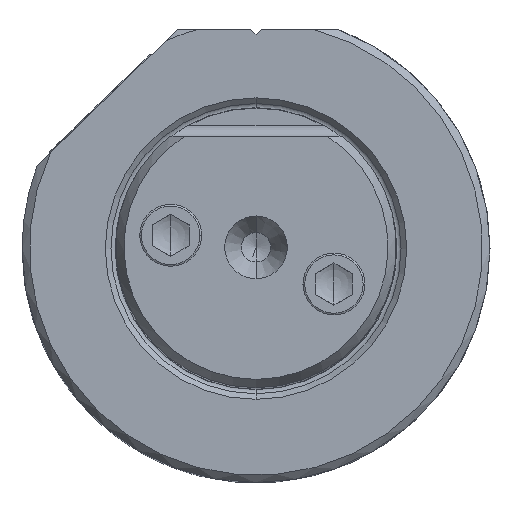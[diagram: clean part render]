
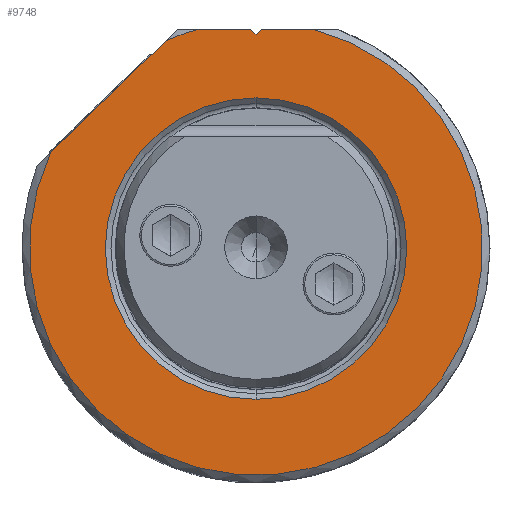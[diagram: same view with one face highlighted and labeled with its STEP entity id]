
A CAD part, top view. The second image highlights one B-rep face of the part: STEP entity #9748.
In plain terms, the highlighted planar face has unit normal (0, 0, 1).
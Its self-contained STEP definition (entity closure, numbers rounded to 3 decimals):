
#2893=DIRECTION('',(0.707,-0.707,0.));
#2894=VECTOR('',#2893,0.5);
#2895=CARTESIAN_POINT('',(-0.354,14.875,0.));
#2896=LINE('',#2895,#2894);
#2900=DIRECTION('',(0.707,0.707,0.));
#2901=VECTOR('',#2900,0.5);
#2902=CARTESIAN_POINT('',(0.,14.521,0.));
#2903=LINE('',#2902,#2901);
#2907=DIRECTION('',(1.,0.,0.));
#2908=VECTOR('',#2907,3.536);
#2909=CARTESIAN_POINT('',(0.354,14.875,0.));
#2910=LINE('',#2909,#2908);
#2914=CARTESIAN_POINT('',(0.,0.,0.));
#2915=DIRECTION('',(0.,0.,-1.));
#2916=DIRECTION('',(0.253,0.967,0.));
#2917=AXIS2_PLACEMENT_3D('',#2914,#2915,#2916);
#2922=DIRECTION('',(0.717,0.697,0.));
#2923=VECTOR('',#2922,10.909);
#2924=CARTESIAN_POINT('',(-13.928,6.512,
0.));
#2925=LINE('',#2924,#2923);
#2929=CARTESIAN_POINT('',(0.,0.,0.));
#2930=DIRECTION('',(0.,0.,-1.));
#2931=DIRECTION('',(-0.397,0.918,0.));
#2932=AXIS2_PLACEMENT_3D('',#2929,#2930,#2931);
#2937=DIRECTION('',(1.,0.,0.));
#2938=VECTOR('',#2937,3.536);
#2939=CARTESIAN_POINT('',(-3.889,14.875,
0.));
#2940=LINE('',#2939,#2938);
#2944=CARTESIAN_POINT('',(0.,0.,0.));
#2945=DIRECTION('',(0.,0.,1.));
#2946=DIRECTION('',(0.,1.,0.));
#2947=AXIS2_PLACEMENT_3D('',#2944,#2945,#2946);
#2952=CARTESIAN_POINT('',(0.,0.,0.));
#2953=DIRECTION('',(0.,0.,1.));
#2954=DIRECTION('',(0.,-1.,0.));
#2955=AXIS2_PLACEMENT_3D('',#2952,#2953,#2954);
#5670=CARTESIAN_POINT('',(-0.354,14.875,0.));
#5671=VERTEX_POINT('',#5670);
#5674=CARTESIAN_POINT('',(0.354,14.875,0.));
#5675=VERTEX_POINT('',#5674);
#5676=CARTESIAN_POINT('',(0.,14.521,0.));
#5677=VERTEX_POINT('',#5676);
#5678=CARTESIAN_POINT('',(3.889,14.875,0.));
#5679=VERTEX_POINT('',#5678);
#5680=CARTESIAN_POINT('',(-13.928,6.512,
0.));
#5681=CARTESIAN_POINT('',(-6.103,14.112,
0.));
#5682=VERTEX_POINT('',#5680);
#5683=VERTEX_POINT('',#5681);
#5684=CARTESIAN_POINT('',(-3.889,14.875,
0.));
#5685=VERTEX_POINT('',#5684);
#5686=CARTESIAN_POINT('',(0.,10.225,0.));
#5687=CARTESIAN_POINT('',(0.,-10.225,0.));
#5688=VERTEX_POINT('',#5686);
#5689=VERTEX_POINT('',#5687);
#9724=CARTESIAN_POINT('',(-0.004,-0.25,0.));
#9725=DIRECTION('',(0.,0.,1.));
#9726=DIRECTION('',(0.,-1.,0.));
#9727=AXIS2_PLACEMENT_3D('',#9724,#9725,#9726);
#9728=PLANE('',#9727);
#9730=ORIENTED_EDGE('',*,*,#9729,.T.);
#9732=ORIENTED_EDGE('',*,*,#9731,.T.);
#9733=ORIENTED_EDGE('',*,*,#9687,.T.);
#9734=ORIENTED_EDGE('',*,*,#9709,.T.);
#9735=ORIENTED_EDGE('',*,*,#8305,.T.);
#9737=ORIENTED_EDGE('',*,*,#9736,.T.);
#9739=ORIENTED_EDGE('',*,*,#9738,.T.);
#9740=EDGE_LOOP('',(#9730,#9732,#9733,#9734,#9735,#9737,#9739));
#9741=FACE_OUTER_BOUND('',#9740,.F.);
#9743=ORIENTED_EDGE('',*,*,#9742,.T.);
#9745=ORIENTED_EDGE('',*,*,#9744,.T.);
#9746=EDGE_LOOP('',(#9743,#9745));
#9747=FACE_BOUND('',#9746,.F.);
#2918=CIRCLE('',#2917,15.375);
#2933=CIRCLE('',#2932,15.375);
#2948=CIRCLE('',#2947,10.225);
#2956=CIRCLE('',#2955,10.225);
#8305=EDGE_CURVE('',#5682,#5683,#2925,.T.);
#9687=EDGE_CURVE('',#5675,#5679,#2910,.T.);
#9709=EDGE_CURVE('',#5679,#5682,#2918,.T.);
#9729=EDGE_CURVE('',#5671,#5677,#2896,.T.);
#9731=EDGE_CURVE('',#5677,#5675,#2903,.T.);
#9736=EDGE_CURVE('',#5683,#5685,#2933,.T.);
#9738=EDGE_CURVE('',#5685,#5671,#2940,.T.);
#9742=EDGE_CURVE('',#5688,#5689,#2948,.T.);
#9744=EDGE_CURVE('',#5689,#5688,#2956,.T.);
#9748=ADVANCED_FACE('',(#9741,#9747),#9728,.T.);
